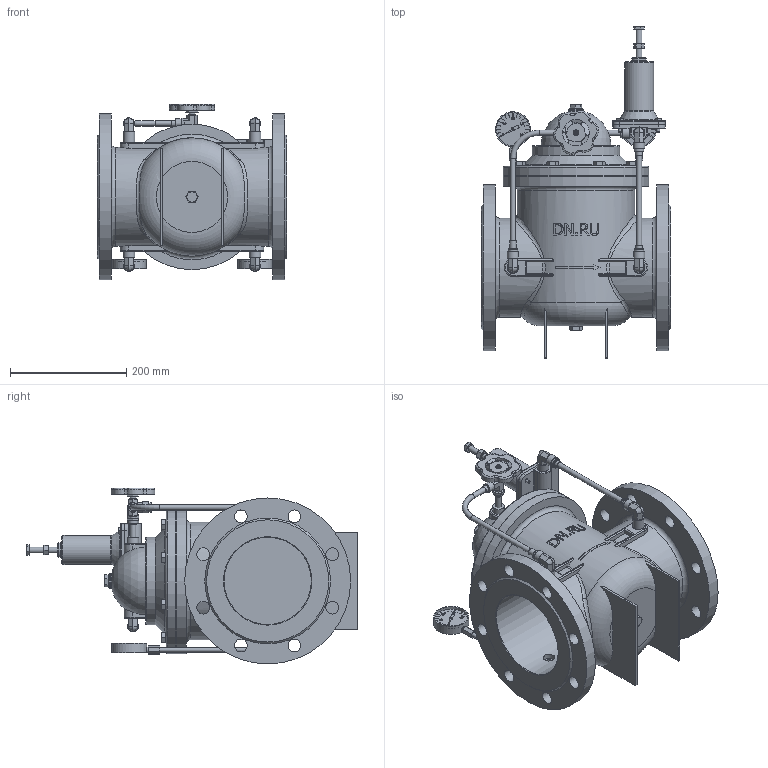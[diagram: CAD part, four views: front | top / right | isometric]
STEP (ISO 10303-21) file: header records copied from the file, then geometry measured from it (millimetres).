
FILE_DESCRIPTION(/* description */ (''),/* implementation_level */ '2;1');
FILE_NAME(/* name */ 'DN150_3D_STEP.stp',/* time_stamp */ '2024-12-23T01:10:26+03:00',/* author */ ('igorr'),/* organization */ (''),/* preprocessor_version */ 'ST-DEVELOPER v20',/* originating_system */ 'Autodesk Inventor 2025',/* authorisation */ '');
FILE_SCHEMA (('AUTOMOTIVE_DESIGN { 1 0 10303 214 3 1 1 }'));
Products named in the file (17): Сборка; Деталь1; Деталь2; Parker, симметричный входящий 
тройник 172P 172P-8-6; Деталь3; Деталь5; Деталь4; Деталь6; Деталь7; Parker, входящее колено 
149F-249б 149F-8-8; AS 1110 - M10 x 55; ANSI B18.2.4.2M - M10x1,5; Bolt GB/T 35 M5 x 20; AS 1427 - M4 x 6; Деталь8; Деталь9; AS 1110 - M12 x 20
Assembly tree (37 placements, depth 2):
  Сборка
    Деталь1
    Деталь2
    Parker, входящее колено 
149F-249б 149F-8-8  x7
    Parker, симметричный входящий 
тройник 172P 172P-8-6
    Деталь3
    Деталь5  x2
    Деталь4  x2
    Деталь6
    Деталь7
    AS 1110 - M10 x 55
    AS 1110 - M12 x 20  x10
    ANSI B18.2.4.2M - M10x1,5
    Bolt GB/T 35 M5 x 20  x4
    AS 1427 - M4 x 6
    Деталь8  x2
    Деталь9
Bounding box: 325 x 570 x 301.98 mm (x, y, z)
Volume: 11972540.1 mm3; surface area: 1007035 mm2
Topology: 39 solids, 40 shells, 1629 faces, 3835 edges, 2446 vertices
Faces by surface type: plane 886, cylinder 273, bspline 209, cone 193, torus 65, sphere 3
Full cylindrical faces by diameter (mm): 2.03 x2, 3 x2, 3.571 x1, 4 x1, 4.567 x4, 5 x4, 6 x8, 7 x2, 8.204 x2, 8.376 x1, 9 x4, 9.845 x4, 10 x7, 10.363 x14, 11 x5, 11.43 x4, 12 x10, 12.954 x7, 13 x10, 15 x1, 16 x1, 16.192 x9, 18 x10, 19.05 x7, 19.88 x5, 19.885 x7, 20 x1, 22 x17, 25 x3, 31.049 x1
Entity records: 31170 total; most frequent: CARTESIAN_POINT 8779, ORIENTED_EDGE 4438, DIRECTION 4127, EDGE_CURVE 2219, AXIS2_PLACEMENT_3D 1509, VERTEX_POINT 1430, LINE 1109, VECTOR 1109
